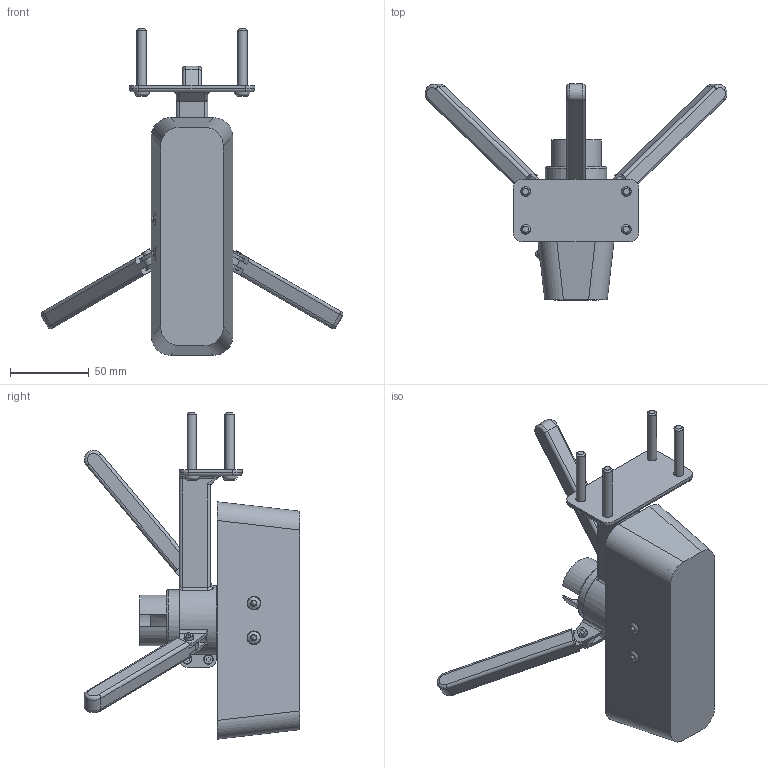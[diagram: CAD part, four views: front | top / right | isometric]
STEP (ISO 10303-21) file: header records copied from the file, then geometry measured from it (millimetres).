
FILE_DESCRIPTION(/* description */ (''),/* implementation_level */ '2;1');
FILE_NAME(/* name */ 'Antenna_case.step',/* time_stamp */ '2022-01-04T21:43:35+01:00',/* author */ (''),/* organization */ (''),/* preprocessor_version */ 'ST-DEVELOPER v18.1',/* originating_system */ 'Autodesk Translation Framework v10.10.0.1391',/* authorisation */ '');
FILE_SCHEMA (('AUTOMOTIVE_DESIGN { 1 0 10303 214 3 1 1 }'));
Products named in the file (4): Antenna_case; RJ45_connector; Red_indicator; Green_indicator
Assembly tree (3 placements, depth 2):
  Antenna_case
    RJ45_connector
    Red_indicator
    Green_indicator
Bounding box: 191.96 x 137.04 x 207.42 mm (x, y, z)
Volume: 256742.3 mm3; surface area: 182591.9 mm2
Topology: 74 solids, 75 shells, 2259 faces, 5732 edges, 3702 vertices
Faces by surface type: plane 1596, cylinder 533, bspline 50, torus 43, cone 35, sphere 2
Full cylindrical faces by diameter (mm): 0.97 x10, 2 x4, 3 x46, 3.2 x73, 3.5 x2, 5.048 x4, 5.5 x23, 5.908 x12, 6 x15, 6.2 x4, 6.4 x2, 7 x1, 8 x2, 8.6 x2, 9.8 x4, 10.8 x3, 16.8 x1, 29 x2, 34.6 x1, 35 x2, 39 x3, 41 x2
Entity records: 73580 total; most frequent: CARTESIAN_POINT 18008, ORIENTED_EDGE 11452, DIRECTION 11164, EDGE_CURVE 5726, LINE 4234, VECTOR 4234, VERTEX_POINT 3702, AXIS2_PLACEMENT_3D 3465
